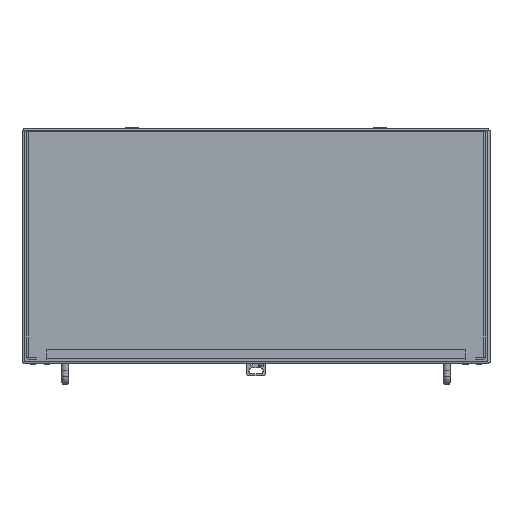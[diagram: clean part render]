
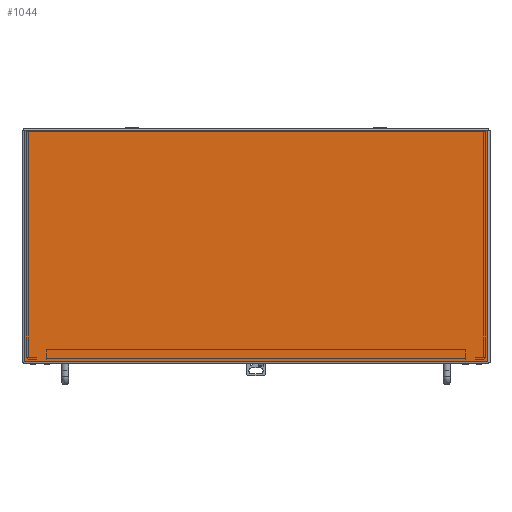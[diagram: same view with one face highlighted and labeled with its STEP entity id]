
A CAD part, top view. The second image highlights one B-rep face of the part: STEP entity #1044.
In plain terms, the highlighted planar face has unit normal (0, 0, 1).
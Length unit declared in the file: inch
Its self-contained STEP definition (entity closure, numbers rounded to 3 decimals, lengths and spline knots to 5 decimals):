
#240 = VECTOR ( 'NONE', #1223, 39.37008 ) ;
#671 = VERTEX_POINT ( 'NONE', #12270 ) ;
#866 = DIRECTION ( 'NONE',  ( 1., 0., 0. ) ) ;
#878 = VECTOR ( 'NONE', #11141, 39.37008 ) ;
#1044 = ADVANCED_FACE ( 'NONE', ( #1928 ), #4720, .T. ) ;
#1223 = DIRECTION ( 'NONE',  ( -1., 0., 0. ) ) ;
#1928 = FACE_OUTER_BOUND ( 'NONE', #4518, .T. ) ;
#2943 = EDGE_CURVE ( 'NONE', #12921, #671, #16847, .T. ) ;
#2979 = EDGE_CURVE ( 'NONE', #5984, #12921, #17866, .T. ) ;
#3324 = DIRECTION ( 'NONE',  ( -1., 0., 0. ) ) ;
#3761 = ORIENTED_EDGE ( 'NONE', *, *, #12534, .F. ) ;
#3808 = CARTESIAN_POINT ( 'NONE',  ( -12.1515, -0.036, 12.036 ) ) ;
#4518 = EDGE_LOOP ( 'NONE', ( #17690, #3761, #8244, #5938 ) ) ;
#4720 = PLANE ( 'NONE',  #17397 ) ;
#5041 = VECTOR ( 'NONE', #866, 39.37008 ) ;
#5938 = ORIENTED_EDGE ( 'NONE', *, *, #2943, .F. ) ;
#5984 = VERTEX_POINT ( 'NONE', #12729 ) ;
#6262 = VECTOR ( 'NONE', #9331, 39.37008 ) ;
#7531 = CARTESIAN_POINT ( 'NONE',  ( 12.1515, -12.142, 12.036 ) ) ;
#7598 = LINE ( 'NONE', #8036, #6262 ) ;
#8027 = LINE ( 'NONE', #8396, #240 ) ;
#8036 = CARTESIAN_POINT ( 'NONE',  ( 12.1515, -0.036, 12.036 ) ) ;
#8244 = ORIENTED_EDGE ( 'NONE', *, *, #14498, .F. ) ;
#8396 = CARTESIAN_POINT ( 'NONE',  ( 12.1515, -12.142, 12.036 ) ) ;
#9331 = DIRECTION ( 'NONE',  ( 0., -1., 0. ) ) ;
#9537 = CARTESIAN_POINT ( 'NONE',  ( -12.1515, -12.142, 12.036 ) ) ;
#10416 = CARTESIAN_POINT ( 'NONE',  ( 12.1515, -0.036, 12.036 ) ) ;
#11141 = DIRECTION ( 'NONE',  ( 0., 1., 0. ) ) ;
#12270 = CARTESIAN_POINT ( 'NONE',  ( 12.1515, -0.036, 12.036 ) ) ;
#12534 = EDGE_CURVE ( 'NONE', #14137, #5984, #8027, .T. ) ;
#12553 = CARTESIAN_POINT ( 'NONE',  ( -12.1515, -0.036, 12.036 ) ) ;
#12729 = CARTESIAN_POINT ( 'NONE',  ( -12.1515, -12.142, 12.036 ) ) ;
#12921 = VERTEX_POINT ( 'NONE', #3808 ) ;
#14137 = VERTEX_POINT ( 'NONE', #7531 ) ;
#14498 = EDGE_CURVE ( 'NONE', #671, #14137, #7598, .T. ) ;
#15850 = DIRECTION ( 'NONE',  ( 0., 0., 1. ) ) ;
#16847 = LINE ( 'NONE', #12553, #5041 ) ;
#17397 = AXIS2_PLACEMENT_3D ( 'NONE', #10416, #15850, #3324 ) ;
#17690 = ORIENTED_EDGE ( 'NONE', *, *, #2979, .F. ) ;
#17866 = LINE ( 'NONE', #9537, #878 ) ;
